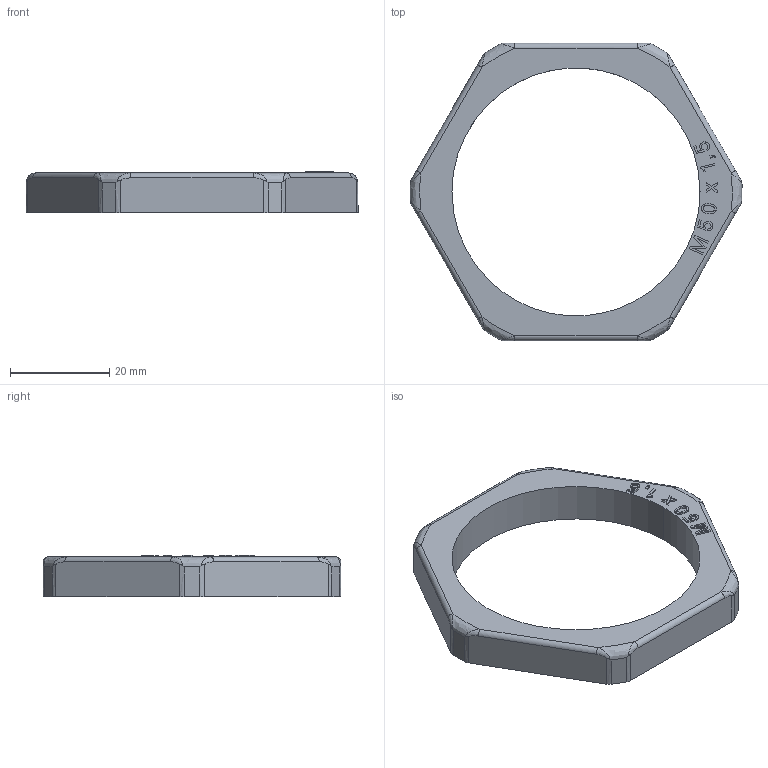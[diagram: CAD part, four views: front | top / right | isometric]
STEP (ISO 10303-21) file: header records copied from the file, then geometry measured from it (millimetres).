
FILE_DESCRIPTION(/* description */ (''),/* implementation_level */ '2;1');
FILE_NAME(/* name */ '2048965',/* time_stamp */ '2014-01-09T11:37:25+01:00',/* author */ (''),/* organization */ (''),/* preprocessor_version */ 'ST-DEVELOPER v15',/* originating_system */ '',/* authorisation */ '');
FILE_SCHEMA (('CONFIG_CONTROL_DESIGN'));
Length unit declared in the file: millimetre
Products named in the file (1): Document
Bounding box: 66.92 x 60 x 8.3 mm (x, y, z)
Volume: 9044.8 mm3; surface area: 5090.1 mm2
Topology: 1 solids, 1 shells, 277 faces, 789 edges, 522 vertices
Faces by surface type: plane 233, bspline 44
Entity records: 9925 total; most frequent: CARTESIAN_POINT 4623, ORIENTED_EDGE 1578, EDGE_CURVE 789, B_SPLINE_CURVE_WITH_KNOTS 753, VERTEX_POINT 522, EDGE_LOOP 287, ADVANCED_FACE 277, FACE_OUTER_BOUND 277
